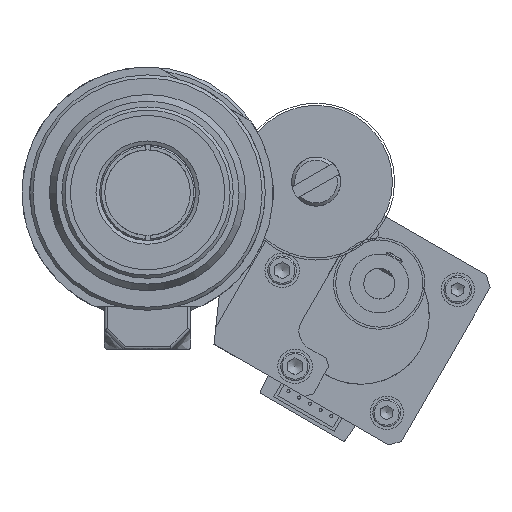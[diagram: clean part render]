
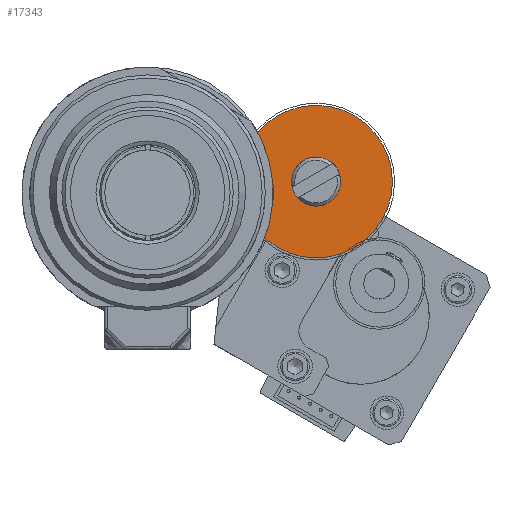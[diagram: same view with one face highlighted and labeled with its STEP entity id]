
A CAD part, left-side view. The second image highlights one B-rep face of the part: STEP entity #17343.
In plain terms, the highlighted planar face has unit normal (-1, 0, 0).
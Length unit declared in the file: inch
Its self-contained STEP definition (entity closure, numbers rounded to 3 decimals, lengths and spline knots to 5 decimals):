
#1180=FACE_BOUND('',#6990,.T.);
#4557=PLANE('',#18936);
#5548=FACE_OUTER_BOUND('',#6989,.T.);
#6989=EDGE_LOOP('',(#16072));
#6990=EDGE_LOOP('',(#16073));
#7564=CIRCLE('',#18937,0.4861);
#7565=CIRCLE('',#18938,0.09375);
#9424=VERTEX_POINT('',#32052);
#9425=VERTEX_POINT('',#32054);
#11644=EDGE_CURVE('',#9424,#9424,#7564,.T.);
#11645=EDGE_CURVE('',#9425,#9425,#7565,.T.);
#16072=ORIENTED_EDGE('',*,*,#11644,.F.);
#16073=ORIENTED_EDGE('',*,*,#11645,.T.);
#17343=ADVANCED_FACE('',(#5548,#1180),#4557,.T.);
#18936=AXIS2_PLACEMENT_3D('',#32051,#23447,#23448);
#18937=AXIS2_PLACEMENT_3D('',#32053,#23449,#23450);
#18938=AXIS2_PLACEMENT_3D('',#32055,#23451,#23452);
#23447=DIRECTION('center_axis',(-1.,0.,0.));
#23448=DIRECTION('ref_axis',(0.,0.,1.));
#23449=DIRECTION('center_axis',(1.,0.,0.));
#23450=DIRECTION('ref_axis',(0.,0.,-1.));
#23451=DIRECTION('center_axis',(1.,0.,0.));
#23452=DIRECTION('ref_axis',(0.,0.,-1.));
#32051=CARTESIAN_POINT('Origin',(0.,0.4861,0.));
#32052=CARTESIAN_POINT('',(0.,0.4861,0.));
#32053=CARTESIAN_POINT('Origin',(0.,0.,0.));
#32054=CARTESIAN_POINT('',(0.,0.09375,0.));
#32055=CARTESIAN_POINT('Origin',(0.,0.,0.));
